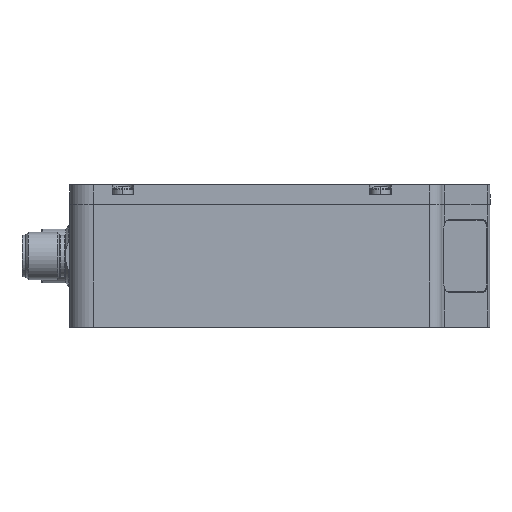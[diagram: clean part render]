
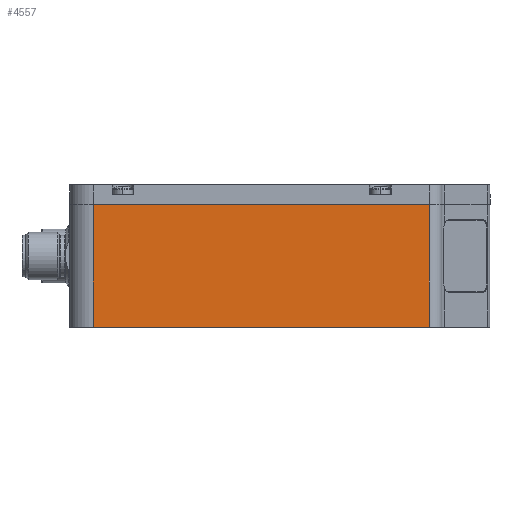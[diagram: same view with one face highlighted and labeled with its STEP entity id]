
A CAD part, left-side view. The second image highlights one B-rep face of the part: STEP entity #4557.
In plain terms, the highlighted planar face has unit normal (-1, 0, 0).
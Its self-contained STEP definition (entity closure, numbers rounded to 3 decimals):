
#45=DIRECTION('',(0.,-1.,0.));
#46=VECTOR('',#45,84.805);
#47=CARTESIAN_POINT('',(-10.,76.005,-2.));
#48=LINE('',#47,#46);
#229=DIRECTION('',(0.,0.,-1.));
#230=VECTOR('',#229,31.);
#231=CARTESIAN_POINT('',(-10.,76.005,29.));
#232=LINE('',#231,#230);
#356=DIRECTION('',(0.,1.,0.));
#357=VECTOR('',#356,84.805);
#358=CARTESIAN_POINT('',(-10.,-8.8,29.));
#359=LINE('',#358,#357);
#771=DIRECTION('',(0.,0.,1.));
#772=VECTOR('',#771,31.);
#773=CARTESIAN_POINT('',(-10.,-8.8,-2.));
#774=LINE('',#773,#772);
#2979=CARTESIAN_POINT('',(-10.,76.005,-2.));
#2981=VERTEX_POINT('',#2979);
#2982=CARTESIAN_POINT('',(-10.,-8.8,-2.));
#2983=VERTEX_POINT('',#2982);
#3068=CARTESIAN_POINT('',(-10.,76.005,29.));
#3070=VERTEX_POINT('',#3068);
#3120=CARTESIAN_POINT('',(-10.,-8.8,29.));
#3121=VERTEX_POINT('',#3120);
#4546=CARTESIAN_POINT('',(-10.,74.,-2.));
#4547=DIRECTION('',(-1.,0.,0.));
#4548=DIRECTION('',(0.,-1.,0.));
#4549=AXIS2_PLACEMENT_3D('',#4546,#4547,#4548);
#4550=PLANE('',#4549);
#4551=ORIENTED_EDGE('',*,*,#3968,.F.);
#4552=ORIENTED_EDGE('',*,*,#4032,.F.);
#4553=ORIENTED_EDGE('',*,*,#4539,.F.);
#4554=ORIENTED_EDGE('',*,*,#3864,.F.);
#4555=EDGE_LOOP('',(#4551,#4552,#4553,#4554));
#4556=FACE_OUTER_BOUND('',#4555,.F.);
#4557=ADVANCED_FACE('',(#4556),#4550,.T.);
#3864=EDGE_CURVE('',#2981,#2983,#48,.T.);
#3968=EDGE_CURVE('',#3070,#2981,#232,.T.);
#4032=EDGE_CURVE('',#3121,#3070,#359,.T.);
#4539=EDGE_CURVE('',#2983,#3121,#774,.T.);
